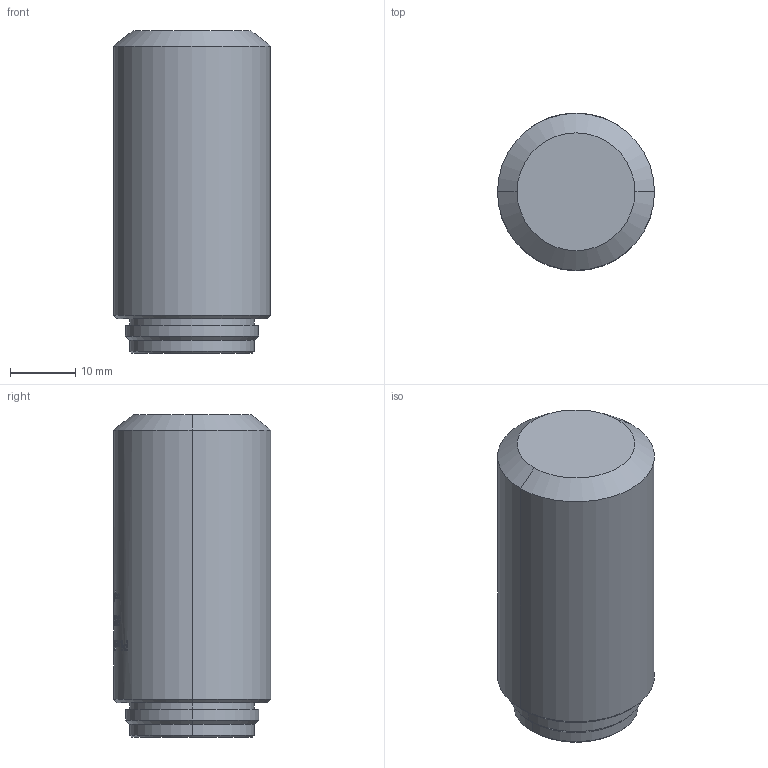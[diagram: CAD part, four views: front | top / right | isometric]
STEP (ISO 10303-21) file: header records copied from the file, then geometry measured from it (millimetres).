
FILE_DESCRIPTION (( 'STEP AP203' ), '1' );
FILE_NAME ('690107.STEP', '2025-07-14T06:28:31', ( '' ), ( '' ), 'SwSTEP 2.0', 'SolidWorks 2020', '' );
FILE_SCHEMA (( 'CONFIG_CONTROL_DESIGN' ));
Length unit declared in the file: millimetre
Products named in the file (1): 690107
Bounding box: 24 x 24.05 x 49.3 mm (x, y, z)
Volume: 21232.5 mm3; surface area: 4455.5 mm2
Topology: 1 solids, 1 shells, 298 faces, 754 edges, 500 vertices
Faces by surface type: plane 123, bspline 120, cylinder 47, cone 8
Entity records: 25209 total; most frequent: CARTESIAN_POINT 18913, ORIENTED_EDGE 1508, DIRECTION 877, EDGE_CURVE 754, VERTEX_POINT 500, B_SPLINE_CURVE_WITH_KNOTS 387, EDGE_LOOP 340, AXIS2_PLACEMENT_3D 331
